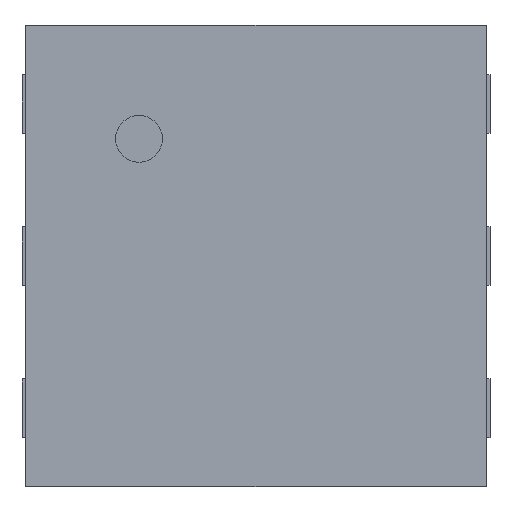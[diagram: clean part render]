
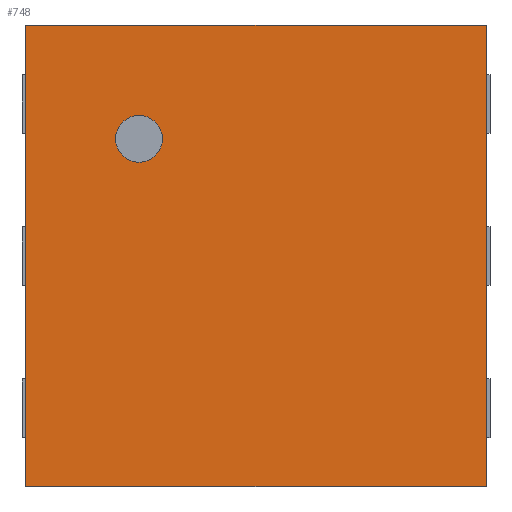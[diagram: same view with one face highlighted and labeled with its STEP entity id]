
A CAD part, top view. The second image highlights one B-rep face of the part: STEP entity #748.
In plain terms, the highlighted planar face has unit normal (0, 0, 1).
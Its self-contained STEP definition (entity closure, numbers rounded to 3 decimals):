
#13=DIRECTION('',(0.,0.,1.));
#148=VECTOR('',#149,1.);
#149=DIRECTION('',(0.,-1.,0.));
#155=VECTOR('',#156,1.);
#156=DIRECTION('',(1.,0.,0.));
#295=VERTEX_POINT('',#296);
#296=CARTESIAN_POINT('',(0.985,0.985,0.78));
#299=EDGE_CURVE('',#295,#300,#302,.T.);
#300=VERTEX_POINT('',#301);
#301=CARTESIAN_POINT('',(0.985,-0.985,0.78));
#302=LINE('',#296,#148);
#356=VERTEX_POINT('',#357);
#357=CARTESIAN_POINT('',(-0.985,0.985,0.78));
#360=ORIENTED_EDGE('',*,*,#361,.F.);
#361=EDGE_CURVE('',#356,#295,#362,.T.);
#362=LINE('',#357,#155);
#370=ORIENTED_EDGE('',*,*,#371,.T.);
#371=EDGE_CURVE('',#356,#372,#374,.T.);
#372=VERTEX_POINT('',#373);
#373=CARTESIAN_POINT('',(-0.985,-0.985,0.78));
#374=LINE('',#357,#148);
#744=EDGE_CURVE('',#372,#300,#745,.T.);
#745=LINE('',#373,#155);
#748=ADVANCED_FACE('',(#749,#753),#763,.T.);
#749=FACE_BOUND('',#750,.T.);
#750=EDGE_LOOP('',(#360,#370,#751,#752));
#751=ORIENTED_EDGE('',*,*,#744,.T.);
#752=ORIENTED_EDGE('',*,*,#299,.F.);
#753=FACE_BOUND('',#754,.T.);
#754=EDGE_LOOP('',(#755));
#755=ORIENTED_EDGE('',*,*,#756,.T.);
#756=EDGE_CURVE('',#757,#757,#759,.T.);
#757=VERTEX_POINT('',#758);
#758=CARTESIAN_POINT('',(-0.5,0.4,0.78));
#759=CIRCLE('',#760,0.1);
#760=AXIS2_PLACEMENT_3D('',#761,#762,#149);
#761=CARTESIAN_POINT('',(-0.5,0.5,0.78));
#762=DIRECTION('',(0.,0.,-1.));
#763=PLANE('',#764);
#764=AXIS2_PLACEMENT_3D('',#357,#13,#149);
